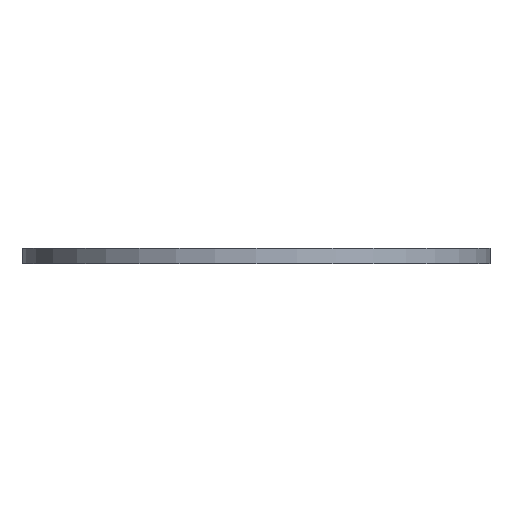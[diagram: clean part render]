
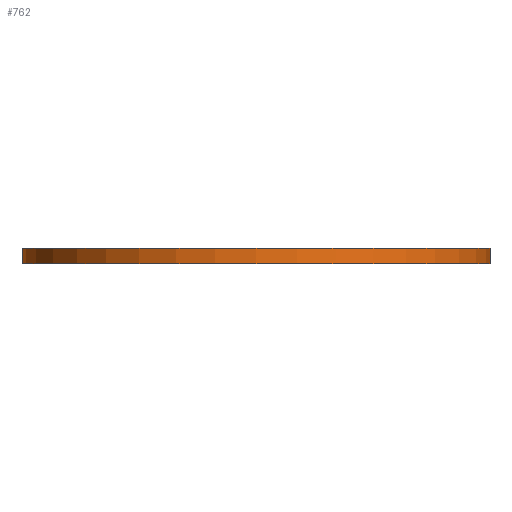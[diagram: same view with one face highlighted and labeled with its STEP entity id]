
A CAD part, front view. The second image highlights one B-rep face of the part: STEP entity #762.
In plain terms, the highlighted cylindrical face has radius 15 mm (diameter 30 mm), a partial arc.
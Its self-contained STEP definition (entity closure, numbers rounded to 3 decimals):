
#3 = AXIS2_PLACEMENT_3D ( 'NONE', #346, #139, #343 ) ;
#11 = CARTESIAN_POINT ( 'NONE',  ( 38.5, -195., 354. ) ) ;
#57 = VECTOR ( 'NONE', #826, 1000. ) ;
#98 = DIRECTION ( 'NONE',  ( 0., 0., 1. ) ) ;
#103 = CARTESIAN_POINT ( 'NONE',  ( 23.5, -195., 355. ) ) ;
#139 = DIRECTION ( 'NONE',  ( 0., 0., 1. ) ) ;
#233 = CIRCLE ( 'NONE', #908, 15. ) ;
#244 = CARTESIAN_POINT ( 'NONE',  ( 53.5, -195., 354. ) ) ;
#307 = VERTEX_POINT ( 'NONE', #419 ) ;
#343 = DIRECTION ( 'NONE',  ( 1., 0., 0. ) ) ;
#345 = EDGE_CURVE ( 'NONE', #408, #596, #885, .T. ) ;
#346 = CARTESIAN_POINT ( 'NONE',  ( 38.5, -195., 355. ) ) ;
#351 = VECTOR ( 'NONE', #714, 1000. ) ;
#380 = CARTESIAN_POINT ( 'NONE',  ( 38.5, -195., 355. ) ) ;
#383 = DIRECTION ( 'NONE',  ( 1., 0., 0. ) ) ;
#389 = LINE ( 'NONE', #103, #57 ) ;
#408 = VERTEX_POINT ( 'NONE', #803 ) ;
#415 = FACE_OUTER_BOUND ( 'NONE', #456, .T. ) ;
#419 = CARTESIAN_POINT ( 'NONE',  ( 53.5, -195., 355. ) ) ;
#444 = AXIS2_PLACEMENT_3D ( 'NONE', #11, #724, #729 ) ;
#456 = EDGE_LOOP ( 'NONE', ( #747, #726, #809, #938 ) ) ;
#541 = CYLINDRICAL_SURFACE ( 'NONE', #3, 15. ) ;
#549 = LINE ( 'NONE', #784, #351 ) ;
#551 = EDGE_CURVE ( 'NONE', #872, #307, #233, .T. ) ;
#596 = VERTEX_POINT ( 'NONE', #244 ) ;
#613 = EDGE_CURVE ( 'NONE', #872, #408, #389, .T. ) ;
#714 = DIRECTION ( 'NONE',  ( 0., 0., -1. ) ) ;
#724 = DIRECTION ( 'NONE',  ( 0., 0., 1. ) ) ;
#726 = ORIENTED_EDGE ( 'NONE', *, *, #551, .F. ) ;
#729 = DIRECTION ( 'NONE',  ( 1., 0., 0. ) ) ;
#747 = ORIENTED_EDGE ( 'NONE', *, *, #905, .F. ) ;
#762 = ADVANCED_FACE ( 'NONE', ( #415 ), #541, .T. ) ;
#784 = CARTESIAN_POINT ( 'NONE',  ( 53.5, -195., 355. ) ) ;
#803 = CARTESIAN_POINT ( 'NONE',  ( 23.5, -195., 354. ) ) ;
#809 = ORIENTED_EDGE ( 'NONE', *, *, #613, .T. ) ;
#826 = DIRECTION ( 'NONE',  ( 0., 0., -1. ) ) ;
#852 = CARTESIAN_POINT ( 'NONE',  ( 23.5, -195., 355. ) ) ;
#872 = VERTEX_POINT ( 'NONE', #852 ) ;
#885 = CIRCLE ( 'NONE', #444, 15. ) ;
#905 = EDGE_CURVE ( 'NONE', #307, #596, #549, .T. ) ;
#908 = AXIS2_PLACEMENT_3D ( 'NONE', #380, #98, #383 ) ;
#938 = ORIENTED_EDGE ( 'NONE', *, *, #345, .T. ) ;
